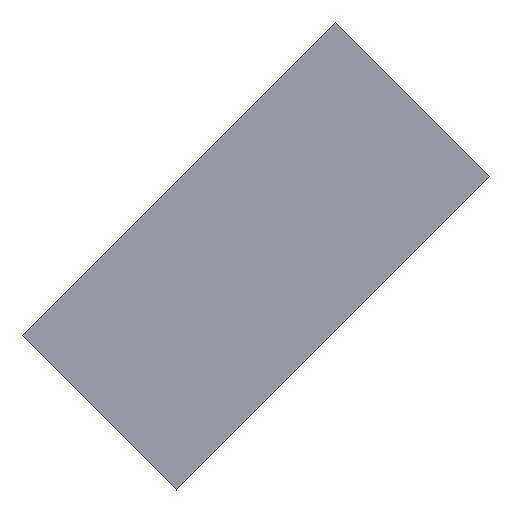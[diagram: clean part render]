
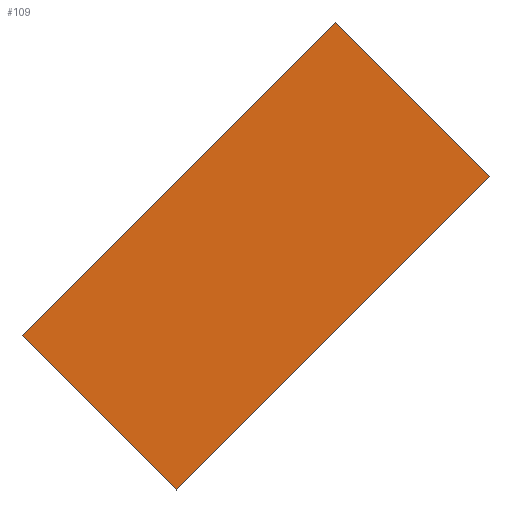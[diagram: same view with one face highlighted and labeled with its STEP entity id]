
A CAD part, top view. The second image highlights one B-rep face of the part: STEP entity #109.
In plain terms, the highlighted planar face has unit normal (0, 0, 1).
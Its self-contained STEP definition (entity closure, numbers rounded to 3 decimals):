
#19=FACE_OUTER_BOUND('',#25,.T.);
#25=EDGE_LOOP('',(#90,#91,#92,#93));
#26=LINE('',#148,#38);
#30=LINE('',#156,#42);
#33=LINE('',#162,#45);
#36=LINE('',#167,#48);
#38=VECTOR('',#122,1.575);
#42=VECTOR('',#128,3.195);
#45=VECTOR('',#133,1.575);
#48=VECTOR('',#138,3.195);
#50=VERTEX_POINT('',#146);
#51=VERTEX_POINT('',#147);
#54=VERTEX_POINT('',#155);
#56=VERTEX_POINT('',#161);
#58=EDGE_CURVE('',#50,#51,#26,.T.);
#62=EDGE_CURVE('',#54,#50,#30,.T.);
#65=EDGE_CURVE('',#54,#56,#33,.T.);
#68=EDGE_CURVE('',#51,#56,#36,.T.);
#90=ORIENTED_EDGE('',*,*,#58,.T.);
#91=ORIENTED_EDGE('',*,*,#68,.T.);
#92=ORIENTED_EDGE('',*,*,#65,.F.);
#93=ORIENTED_EDGE('',*,*,#62,.T.);
#99=PLANE('',#117);
#109=ADVANCED_FACE('',(#19),#99,.F.);
#117=AXIS2_PLACEMENT_3D('',#170,#142,#143);
#122=DIRECTION('',(-0.707,0.707,0.));
#128=DIRECTION('',(0.707,0.707,0.));
#133=DIRECTION('',(-0.707,0.707,0.));
#138=DIRECTION('',(-0.707,-0.707,0.));
#142=DIRECTION('center_axis',(0.,0.,
-1.));
#143=DIRECTION('ref_axis',(-1.,0.,0.));
#146=CARTESIAN_POINT('',(-8.062,4.106,1.68));
#147=CARTESIAN_POINT('',(-9.176,5.22,1.68));
#148=CARTESIAN_POINT('',(-6.694,2.738,1.68));
#155=CARTESIAN_POINT('',(-10.321,1.848,1.68));
#156=CARTESIAN_POINT('',(-11.117,1.052,1.68));
#161=CARTESIAN_POINT('',(-11.435,2.961,1.68));
#162=CARTESIAN_POINT('',(-8.953,0.479,1.68));
#167=CARTESIAN_POINT('',(-12.231,2.165,1.68));
#170=CARTESIAN_POINT('Origin',(-9.749,-0.317,1.68));
